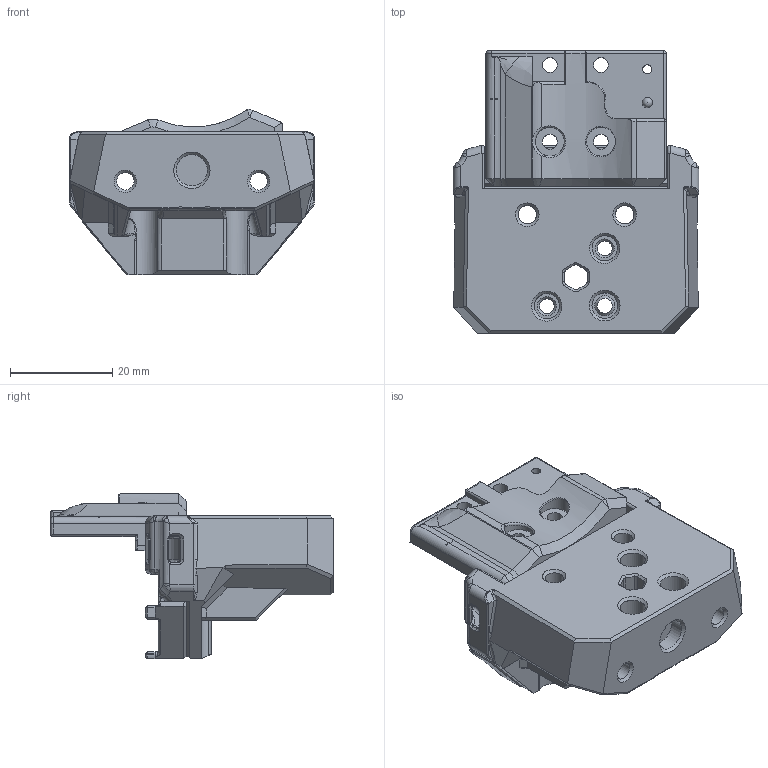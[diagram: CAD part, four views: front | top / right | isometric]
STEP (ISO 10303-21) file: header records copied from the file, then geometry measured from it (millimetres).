
FILE_DESCRIPTION(/* description */ (''),/* implementation_level */ '2;1');
FILE_NAME(/* name */ 'MGN9C Carriage and Top Mount Dragon Adapter.step',/* time_stamp */ '2022-03-01T22:54:31-08:00',/* author */ (''),/* organization */ (''),/* preprocessor_version */ 'ST-DEVELOPER v18.1',/* originating_system */ 'Autodesk Translation Framework v10.13.0.1454',/* authorisation */ '');
FILE_SCHEMA (('AUTOMOTIVE_DESIGN { 1 0 10303 214 3 1 1 }'));
Length unit declared in the file: millimetre
Products named in the file (2): MGN9C Top; Hardware (2)
Assembly tree (1 placements, depth 2):
  MGN9C Top
    Hardware (2)
Bounding box: 48.04 x 55.24 x 32.29 mm (x, y, z)
Volume: 27858.1 mm3; surface area: 13379.9 mm2
Topology: 2 solids, 2 shells, 761 faces, 1980 edges, 1206 vertices
Faces by surface type: plane 315, cylinder 205, bspline 136, cone 52, torus 42, sphere 11
Full cylindrical faces by diameter (mm): 1.8 x1, 2.9 x3, 2.92 x4, 3.2 x2, 3.4 x2, 3.6 x4, 4.6 x2, 5 x3, 5.6 x2, 5.65 x2, 6 x2, 6.1 x2
Entity records: 36928 total; most frequent: CARTESIAN_POINT 18777, ORIENTED_EDGE 3926, DIRECTION 3580, EDGE_CURVE 1963, AXIS2_PLACEMENT_3D 1259, VERTEX_POINT 1206, LINE 1062, VECTOR 1062
